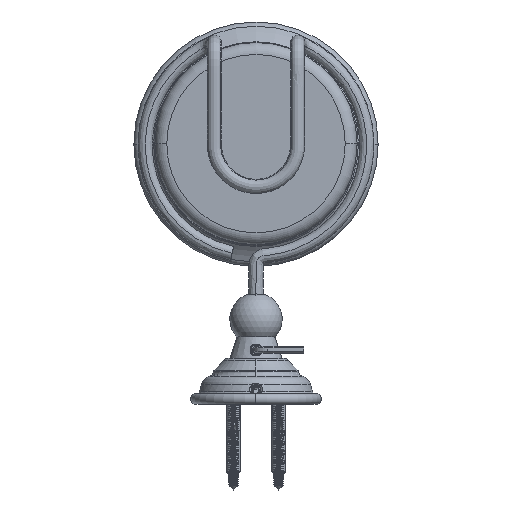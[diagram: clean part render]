
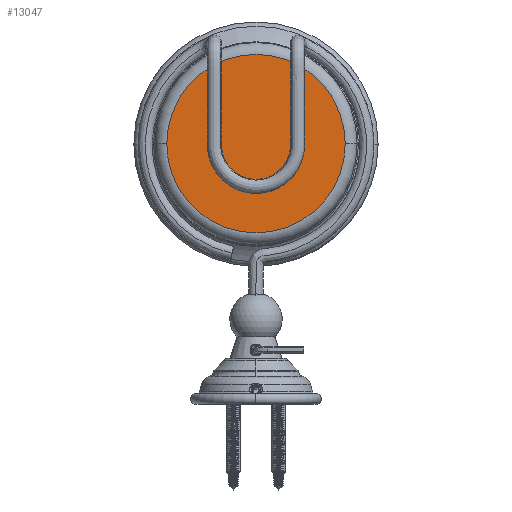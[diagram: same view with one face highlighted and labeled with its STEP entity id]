
A CAD part, top view. The second image highlights one B-rep face of the part: STEP entity #13047.
In plain terms, the highlighted face is planar.
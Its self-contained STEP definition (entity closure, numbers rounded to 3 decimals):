
#11375=CARTESIAN_POINT('',(300.,-923.5,
-114.));
#11376=DIRECTION('',(0.,0.,-1.));
#11377=DIRECTION('',(1.,0.,0.));
#11378=AXIS2_PLACEMENT_3D('',#11375,#11376,#11377);
#11380=CARTESIAN_POINT('',(300.,-923.5,
-114.));
#11381=DIRECTION('',(0.,0.,-1.));
#11382=DIRECTION('',(-1.,0.,0.));
#11383=AXIS2_PLACEMENT_3D('',#11380,#11381,#11382);
#11430=CARTESIAN_POINT('',(337.5,-923.5,
-114.));
#11431=CARTESIAN_POINT('',(262.5,-923.5,
-114.));
#11432=VERTEX_POINT('',#11430);
#11433=VERTEX_POINT('',#11431);
#13038=CARTESIAN_POINT('',(300.,-923.5,
-114.));
#13039=DIRECTION('',(0.,0.,1.));
#13040=DIRECTION('',(0.,1.,0.));
#13041=AXIS2_PLACEMENT_3D('',#13038,#13039,#13040);
#13042=PLANE('',#13041);
#13043=ORIENTED_EDGE('',*,*,#13033,.F.);
#13044=ORIENTED_EDGE('',*,*,#13018,.F.);
#13045=EDGE_LOOP('',(#13043,#13044));
#13046=FACE_OUTER_BOUND('',#13045,.F.);
#13047=ADVANCED_FACE('',(#13046),#13042,.F.);
#11379=CIRCLE('',#11378,37.5);
#11384=CIRCLE('',#11383,37.5);
#13018=EDGE_CURVE('',#11433,#11432,#11384,.T.);
#13033=EDGE_CURVE('',#11432,#11433,#11379,.T.);
